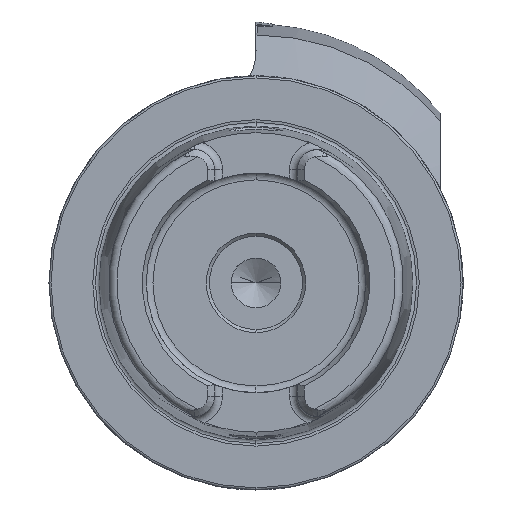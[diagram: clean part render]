
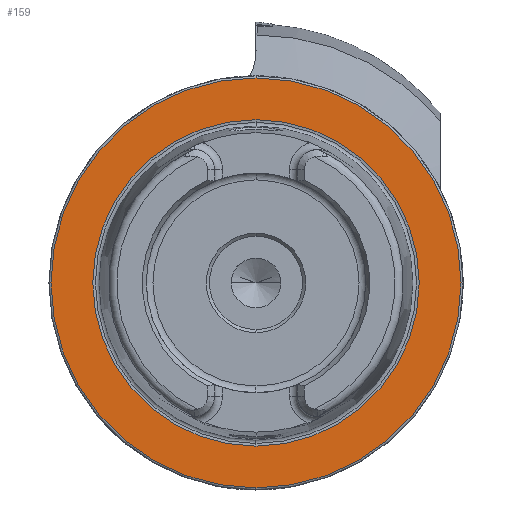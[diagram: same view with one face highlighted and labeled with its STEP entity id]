
A CAD part, left-side view. The second image highlights one B-rep face of the part: STEP entity #159.
In plain terms, the highlighted planar face has unit normal (-1, 0, 0).
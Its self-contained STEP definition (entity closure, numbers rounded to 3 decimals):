
#21 = FACE_OUTER_BOUND ( 'NONE', #6279, .T. ) ;
#36 = FACE_BOUND ( 'NONE', #6162, .T. ) ;
#159 = ADVANCED_FACE ( 'NONE', ( #36, #21 ), #1256, .F. ) ;
#830 = EDGE_CURVE ( 'NONE', #2717, #2408, #11576, .T. ) ;
#834 = EDGE_CURVE ( 'NONE', #2736, #2500, #11579, .T. ) ;
#1239 = DIRECTION ( 'NONE',  ( 1., 0., 0. ) ) ;
#1243 = CARTESIAN_POINT ( 'NONE',  ( 0., 49.5, 0. ) ) ;
#1256 = PLANE ( 'NONE',  #6393 ) ;
#1264 = DIRECTION ( 'NONE',  ( 0., 0., -1. ) ) ;
#2408 = VERTEX_POINT ( 'NONE', #13049 ) ;
#2500 = VERTEX_POINT ( 'NONE', #13089 ) ;
#2717 = VERTEX_POINT ( 'NONE', #13160 ) ;
#2736 = VERTEX_POINT ( 'NONE', #13165 ) ;
#5373 = ORIENTED_EDGE ( 'NONE', *, *, #10224, .T. ) ;
#5421 = ORIENTED_EDGE ( 'NONE', *, *, #830, .T. ) ;
#5435 = ORIENTED_EDGE ( 'NONE', *, *, #10223, .F. ) ;
#5522 = ORIENTED_EDGE ( 'NONE', *, *, #834, .F. ) ;
#5788 = AXIS2_PLACEMENT_3D ( 'NONE', #11268, #11269, #11270 ) ;
#5791 = AXIS2_PLACEMENT_3D ( 'NONE', #11279, #11280, #11281 ) ;
#6162 = EDGE_LOOP ( 'NONE', ( #5435, #5522 ) ) ;
#6279 = EDGE_LOOP ( 'NONE', ( #5421, #5373 ) ) ;
#6393 = AXIS2_PLACEMENT_3D ( 'NONE', #1243, #1239, #1264 ) ;
#7424 = CARTESIAN_POINT ( 'NONE',  ( 0., 0., 0. ) ) ;
#7425 = DIRECTION ( 'NONE',  ( -1., 0., 0. ) ) ;
#7426 = DIRECTION ( 'NONE',  ( 0., 0., 1. ) ) ;
#7427 = CARTESIAN_POINT ( 'NONE',  ( 0., 0., 0. ) ) ;
#7428 = DIRECTION ( 'NONE',  ( -1., 0., 0. ) ) ;
#7429 = DIRECTION ( 'NONE',  ( 0., 0., 1. ) ) ;
#8558 = CIRCLE ( 'NONE', #8926, 39.405 ) ;
#8559 = CIRCLE ( 'NONE', #8927, 49.5 ) ;
#8926 = AXIS2_PLACEMENT_3D ( 'NONE', #7424, #7425, #7426 ) ;
#8927 = AXIS2_PLACEMENT_3D ( 'NONE', #7427, #7428, #7429 ) ;
#10223 = EDGE_CURVE ( 'NONE', #2500, #2736, #8558, .T. ) ;
#10224 = EDGE_CURVE ( 'NONE', #2408, #2717, #8559, .T. ) ;
#11268 = CARTESIAN_POINT ( 'NONE',  ( 0., 0., 0. ) ) ;
#11269 = DIRECTION ( 'NONE',  ( -1., 0., 0. ) ) ;
#11270 = DIRECTION ( 'NONE',  ( 0., 0., 1. ) ) ;
#11279 = CARTESIAN_POINT ( 'NONE',  ( 0., 0., 0. ) ) ;
#11280 = DIRECTION ( 'NONE',  ( -1., 0., 0. ) ) ;
#11281 = DIRECTION ( 'NONE',  ( 0., 0., 1. ) ) ;
#11576 = CIRCLE ( 'NONE', #5788, 49.5 ) ;
#11579 = CIRCLE ( 'NONE', #5791, 39.405 ) ;
#13049 = CARTESIAN_POINT ( 'NONE',  ( 0., 0., -49.5 ) ) ;
#13089 = CARTESIAN_POINT ( 'NONE',  ( 0., 0., 39.405 ) ) ;
#13160 = CARTESIAN_POINT ( 'NONE',  ( 0., 0., 49.5 ) ) ;
#13165 = CARTESIAN_POINT ( 'NONE',  ( 0., 0., -39.405 ) ) ;
